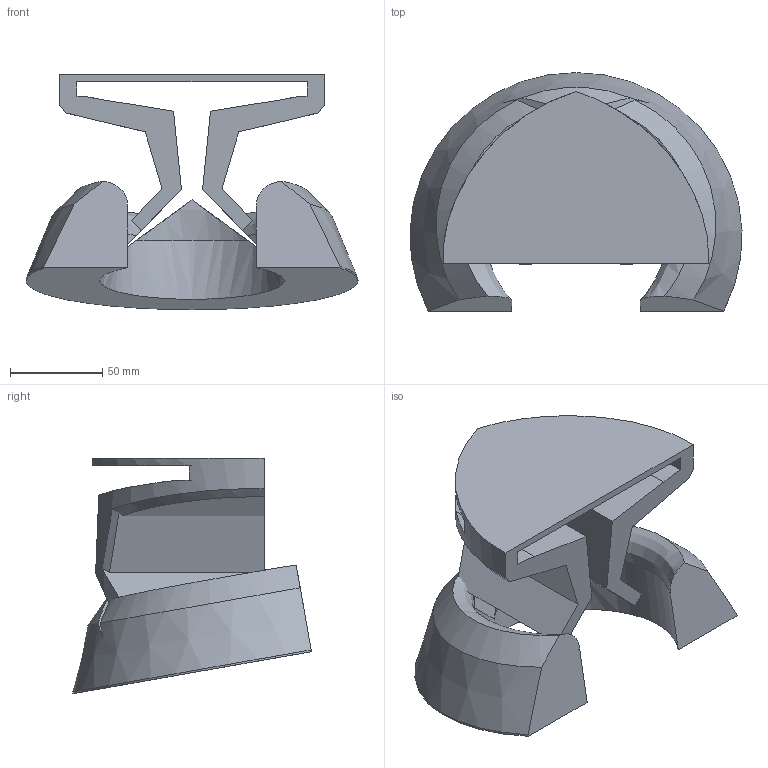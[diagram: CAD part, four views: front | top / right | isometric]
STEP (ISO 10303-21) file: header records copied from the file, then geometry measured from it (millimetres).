
FILE_DESCRIPTION(/* description */ ('STEP AP242','CAx-IF Rec.Pracs.---Representation and Presentation of Product Manufacturing Information (PMI)---4.0---2014-10-13','CAx-IF Rec.Pracs.---3D Tessellated Geometry---0.4---2014-09-14','2;1'),/* implementation_level */ '2;1');
FILE_NAME(/* name */ '6674c7254fdfc82ea353ba60',/* time_stamp */ '2024-06-21T00:19:49Z',/* author */ (''),/* organization */ (''),/* preprocessor_version */ 'ST-DEVELOPER v20',/* originating_system */ ' ',/* authorisation */ ' ');
FILE_SCHEMA (('AP242_MANAGED_MODEL_BASED_3D_ENGINEERING_MIM_LF { 1 0 10303 442 1 1 4 }'));
Length unit declared in the file: metre
Products named in the file (3): Part 2; Part 3; Part 4
Bounding box: 179.88 x 129.41 x 127.54 mm (x, y, z)
Volume: 633435 mm3; surface area: 118124 mm2
Topology: 3 solids, 3 shells, 48 faces, 130 edges, 88 vertices
Faces by surface type: plane 30, bspline 12, cone 4, cylinder 2
Entity records: 3166 total; most frequent: CARTESIAN_POINT 2018, ORIENTED_EDGE 260, DIRECTION 165, EDGE_CURVE 130, VERTEX_POINT 88, B_SPLINE_CURVE_WITH_KNOTS 59, AXIS2_PLACEMENT_3D 57, LINE 51
